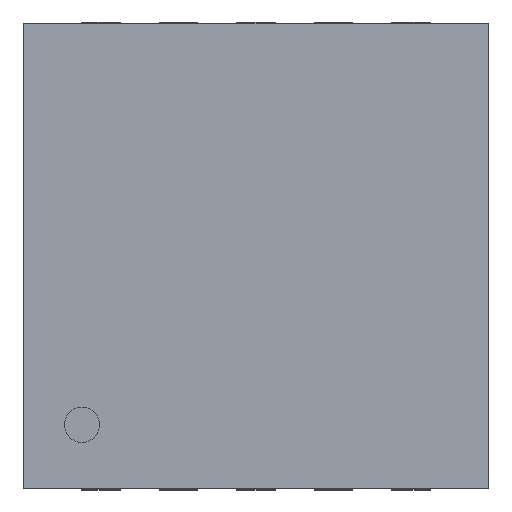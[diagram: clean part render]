
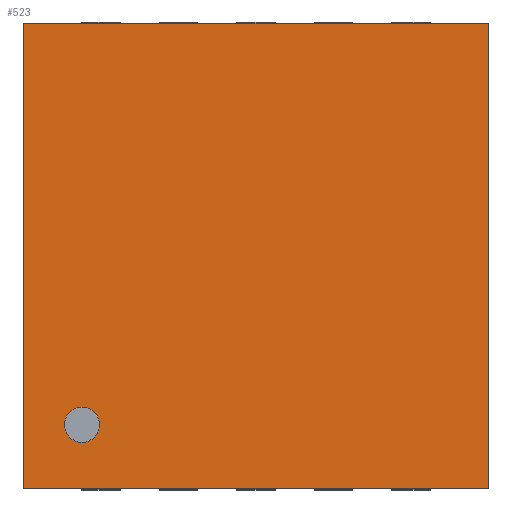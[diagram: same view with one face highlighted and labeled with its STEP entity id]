
A CAD part, top view. The second image highlights one B-rep face of the part: STEP entity #523.
In plain terms, the highlighted planar face has unit normal (0, 0, 1).
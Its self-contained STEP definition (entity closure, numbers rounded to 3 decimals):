
#4 = DIRECTION ( 'NONE',  ( -1., 0., 0. ) ) ;
#80 = VERTEX_POINT ( 'NONE', #950 ) ;
#109 = EDGE_CURVE ( 'NONE', #542, #2536, #3148, .T. ) ;
#129 = CARTESIAN_POINT ( 'NONE',  ( -1.5, -1.5, 0.9 ) ) ;
#162 = VECTOR ( 'NONE', #1590, 1000. ) ;
#184 = CARTESIAN_POINT ( 'NONE',  ( -1.5, 1.5, 0.9 ) ) ;
#213 = CIRCLE ( 'NONE', #1703, 0.114 ) ;
#299 = EDGE_LOOP ( 'NONE', ( #328, #2865, #2643, #1035 ) ) ;
#328 = ORIENTED_EDGE ( 'NONE', *, *, #1366, .T. ) ;
#389 = EDGE_CURVE ( 'NONE', #2536, #80, #2415, .T. ) ;
#495 = ORIENTED_EDGE ( 'NONE', *, *, #2143, .F. ) ;
#523 = ADVANCED_FACE ( 'NONE', ( #940, #2276 ), #1218, .T. ) ;
#542 = VERTEX_POINT ( 'NONE', #184 ) ;
#574 = DIRECTION ( 'NONE',  ( 1., 0., 0. ) ) ;
#592 = DIRECTION ( 'NONE',  ( 0., 0., 1. ) ) ;
#699 = CARTESIAN_POINT ( 'NONE',  ( -1.5, 1.5, 0.9 ) ) ;
#762 = VERTEX_POINT ( 'NONE', #1906 ) ;
#911 = VERTEX_POINT ( 'NONE', #2504 ) ;
#940 = FACE_BOUND ( 'NONE', #2637, .T. ) ;
#950 = CARTESIAN_POINT ( 'NONE',  ( 1.5, -1.5, 0.9 ) ) ;
#998 = CARTESIAN_POINT ( 'NONE',  ( -1.123, -1.09, 0.9 ) ) ;
#1035 = ORIENTED_EDGE ( 'NONE', *, *, #389, .T. ) ;
#1218 = PLANE ( 'NONE',  #2306 ) ;
#1289 = CARTESIAN_POINT ( 'NONE',  ( 1.5, 1.5, 0.9 ) ) ;
#1366 = EDGE_CURVE ( 'NONE', #80, #762, #1553, .T. ) ;
#1439 = CIRCLE ( 'NONE', #3138, 0.114 ) ;
#1531 = EDGE_CURVE ( 'NONE', #762, #542, #3332, .T. ) ;
#1553 = LINE ( 'NONE', #1289, #2794 ) ;
#1590 = DIRECTION ( 'NONE',  ( 1., 0., 0. ) ) ;
#1703 = AXIS2_PLACEMENT_3D ( 'NONE', #998, #2420, #3190 ) ;
#1707 = EDGE_CURVE ( 'NONE', #2139, #911, #213, .T. ) ;
#1747 = CARTESIAN_POINT ( 'NONE',  ( 0., 0., 0.9 ) ) ;
#1796 = DIRECTION ( 'NONE',  ( 0., -1., 0. ) ) ;
#1906 = CARTESIAN_POINT ( 'NONE',  ( 1.5, 1.5, 0.9 ) ) ;
#2025 = DIRECTION ( 'NONE',  ( 0., 0., 1. ) ) ;
#2074 = DIRECTION ( 'NONE',  ( 0., 1., 0. ) ) ;
#2139 = VERTEX_POINT ( 'NONE', #3014 ) ;
#2143 = EDGE_CURVE ( 'NONE', #911, #2139, #1439, .T. ) ;
#2276 = FACE_OUTER_BOUND ( 'NONE', #299, .T. ) ;
#2291 = VECTOR ( 'NONE', #4, 1000. ) ;
#2306 = AXIS2_PLACEMENT_3D ( 'NONE', #1747, #2025, #2613 ) ;
#2415 = LINE ( 'NONE', #3496, #162 ) ;
#2420 = DIRECTION ( 'NONE',  ( 0., 0., 1. ) ) ;
#2504 = CARTESIAN_POINT ( 'NONE',  ( -1.009, -1.09, 0.9 ) ) ;
#2536 = VERTEX_POINT ( 'NONE', #129 ) ;
#2613 = DIRECTION ( 'NONE',  ( 1., 0., 0. ) ) ;
#2637 = EDGE_LOOP ( 'NONE', ( #495, #3351 ) ) ;
#2643 = ORIENTED_EDGE ( 'NONE', *, *, #109, .T. ) ;
#2688 = VECTOR ( 'NONE', #1796, 1000. ) ;
#2794 = VECTOR ( 'NONE', #2074, 1000. ) ;
#2865 = ORIENTED_EDGE ( 'NONE', *, *, #1531, .T. ) ;
#3002 = CARTESIAN_POINT ( 'NONE',  ( -1.5, 1.5, 0.9 ) ) ;
#3014 = CARTESIAN_POINT ( 'NONE',  ( -1.237, -1.09, 0.9 ) ) ;
#3053 = CARTESIAN_POINT ( 'NONE',  ( -1.123, -1.09, 0.9 ) ) ;
#3138 = AXIS2_PLACEMENT_3D ( 'NONE', #3053, #592, #574 ) ;
#3148 = LINE ( 'NONE', #699, #2688 ) ;
#3190 = DIRECTION ( 'NONE',  ( 1., 0., 0. ) ) ;
#3332 = LINE ( 'NONE', #3002, #2291 ) ;
#3351 = ORIENTED_EDGE ( 'NONE', *, *, #1707, .F. ) ;
#3496 = CARTESIAN_POINT ( 'NONE',  ( -1.5, -1.5, 0.9 ) ) ;
